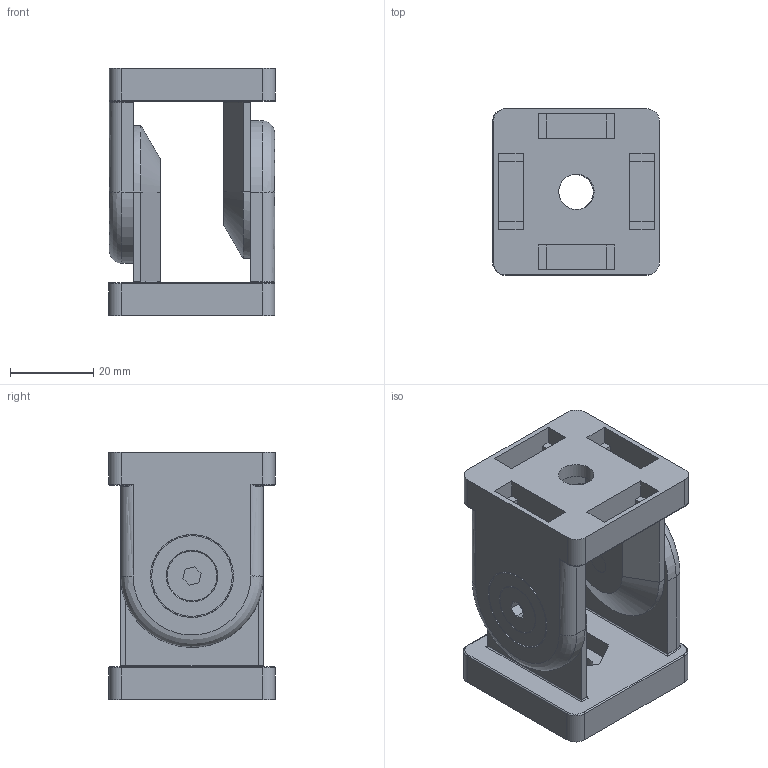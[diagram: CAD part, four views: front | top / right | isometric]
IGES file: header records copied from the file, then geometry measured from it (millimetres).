
Global section: file name: 324040; native system: Autodesk Inventor 2021; preprocessor: unknown; author: Mrówczyńska,,; organization: 11; date: 20221007.080823; units: millimetre
Bounding box: 40.2 x 40 x 59.6 mm (x, y, z)
Volume: 42276.1 mm3; surface area: 26446.7 mm2
Topology: 8 solids, 8 shells, 330 faces, 816 edges, 530 vertices
Faces by surface type: bspline 330
